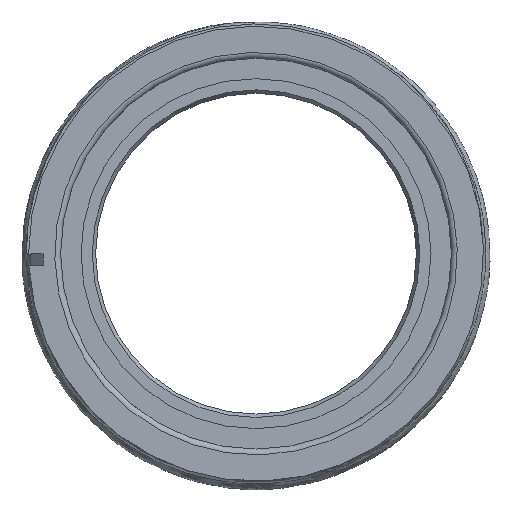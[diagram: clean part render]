
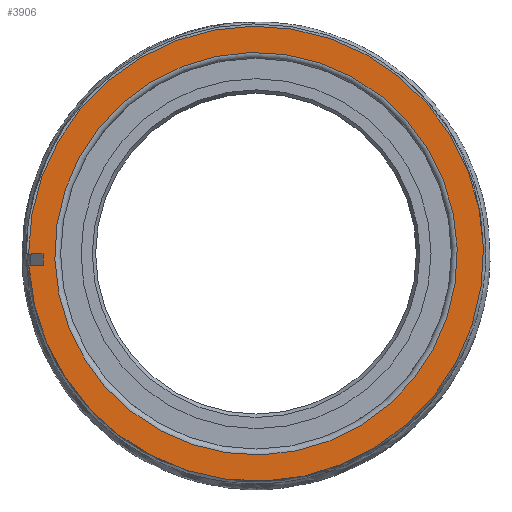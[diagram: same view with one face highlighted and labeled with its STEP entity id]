
A CAD part, left-side view. The second image highlights one B-rep face of the part: STEP entity #3906.
In plain terms, the highlighted planar face has unit normal (-1, 0, 0).
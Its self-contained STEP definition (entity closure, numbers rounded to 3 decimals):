
#169=LINE('',#6182,#373);
#176=LINE('',#6227,#380);
#177=LINE('',#6231,#381);
#373=VECTOR('',#4911,1000.);
#380=VECTOR('',#4966,1000.);
#381=VECTOR('',#4969,1000.);
#572=PLANE('',#4305);
#883=ORIENTED_EDGE('',*,*,#1931,.T.);
#884=ORIENTED_EDGE('',*,*,#1949,.T.);
#885=ORIENTED_EDGE('',*,*,#1950,.T.);
#886=ORIENTED_EDGE('',*,*,#1951,.T.);
#887=ORIENTED_EDGE('',*,*,#1948,.F.);
#1931=EDGE_CURVE('',#2487,#2486,#169,.T.);
#1948=EDGE_CURVE('',#2500,#2500,#2842,.T.);
#1949=EDGE_CURVE('',#2486,#2501,#176,.T.);
#1950=EDGE_CURVE('',#2501,#2502,#2843,.T.);
#1951=EDGE_CURVE('',#2502,#2487,#177,.T.);
#2486=VERTEX_POINT('',#6181);
#2487=VERTEX_POINT('',#6183);
#2500=VERTEX_POINT('',#6225);
#2501=VERTEX_POINT('',#6228);
#2502=VERTEX_POINT('',#6230);
#2842=CIRCLE('',#4304,34.5);
#2843=CIRCLE('',#4306,39.);
#3168=EDGE_LOOP('',(#883,#884,#885,#886));
#3169=EDGE_LOOP('',(#887));
#3532=FACE_BOUND('',#3168,.T.);
#3533=FACE_BOUND('',#3169,.T.);
#3906=ADVANCED_FACE('',(#3532,#3533),#572,.F.);
#4304=AXIS2_PLACEMENT_3D('',#6224,#4962,#4963);
#4305=AXIS2_PLACEMENT_3D('',#6226,#4964,#4965);
#4306=AXIS2_PLACEMENT_3D('',#6229,#4967,#4968);
#4911=DIRECTION('',(0.,-0.027,-1.));
#4962=DIRECTION('',(-1.,0.,0.));
#4963=DIRECTION('',(0.,1.,-0.027));
#4964=DIRECTION('',(1.,0.,0.));
#4965=DIRECTION('',(0.,-1.,0.027));
#4966=DIRECTION('',(0.,1.,-0.027));
#4967=DIRECTION('',(-1.,0.,0.));
#4968=DIRECTION('',(0.,1.,-0.027));
#4969=DIRECTION('',(0.,-1.,0.027));
#6181=CARTESIAN_POINT('',(-23.,36.459,-1.999));
#6182=CARTESIAN_POINT('',(-23.,36.486,-1.));
#6183=CARTESIAN_POINT('',(-23.,36.514,0.));
#6224=CARTESIAN_POINT('',(-23.,0.,0.));
#6225=CARTESIAN_POINT('',(-23.,34.487,-0.945));
#6226=CARTESIAN_POINT('',(-23.,38.985,-1.068));
#6227=CARTESIAN_POINT('',(-23.,38.958,-2.068));
#6228=CARTESIAN_POINT('',(-23.,38.945,-2.067));
#6229=CARTESIAN_POINT('',(-23.,0.,0.));
#6230=CARTESIAN_POINT('',(-23.,39.,-0.068));
#6231=CARTESIAN_POINT('',(-23.,39.013,-0.068));
